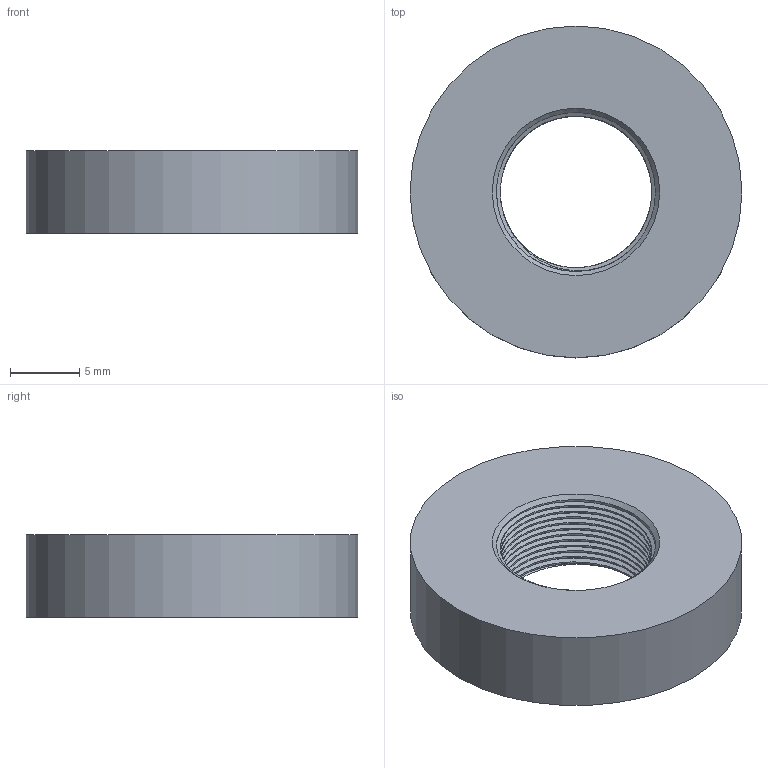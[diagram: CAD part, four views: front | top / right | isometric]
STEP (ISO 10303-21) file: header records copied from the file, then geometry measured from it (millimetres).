
FILE_DESCRIPTION(('Open CASCADE Model'),'2;1');
FILE_NAME('Open CASCADE Shape Model','2025-01-18T01:45:47',('Author'),( 'Open CASCADE'),'Open CASCADE STEP processor 7.7','Open CASCADE 7.7' ,'Unknown');
FILE_SCHEMA(('AUTOMOTIVE_DESIGN { 1 0 10303 214 1 1 1 1 }'));
Length unit declared in the file: millimetre
Products named in the file (1): Open CASCADE STEP translator 7.7 1
Bounding box: 24 x 24 x 6 mm (x, y, z)
Volume: 1560.6 mm3; surface area: 1996.1 mm2
Topology: 1 solids, 1 shells, 48 faces, 100 edges, 65 vertices
Faces by surface type: cylinder 25, plane 14, bspline 8, cone 1
Full cylindrical faces by diameter (mm): 4.11 x12, 11.5 x10, 24 x1
Entity records: 8783 total; most frequent: CARTESIAN_POINT 6887, DIRECTION 290, ORIENTED_EDGE 198, PCURVE 198, DEFINITIONAL_REPRESENTATION 198, LINE 124, VECTOR 124, B_SPLINE_CURVE_WITH_KNOTS 116
